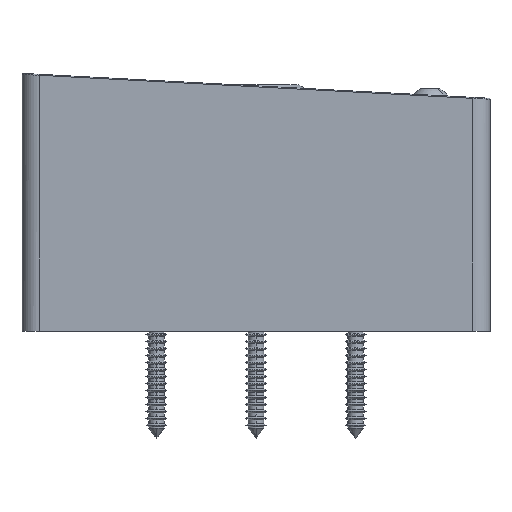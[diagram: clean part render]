
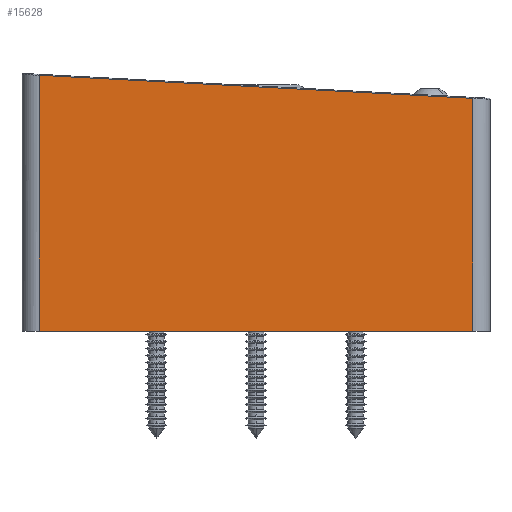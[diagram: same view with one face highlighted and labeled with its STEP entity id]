
A CAD part, left-side view. The second image highlights one B-rep face of the part: STEP entity #15628.
In plain terms, the highlighted planar face has unit normal (-1, 0, 0).
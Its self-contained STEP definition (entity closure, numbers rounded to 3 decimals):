
#643 = VERTEX_POINT ( 'NONE', #3140 ) ;
#2037 = EDGE_LOOP ( 'NONE', ( #11463, #7395, #8868, #3909 ) ) ;
#2336 = DIRECTION ( 'NONE',  ( 1., 0., 0. ) ) ;
#3140 = CARTESIAN_POINT ( 'NONE',  ( -19.15, 43.5, 0. ) ) ;
#3909 = ORIENTED_EDGE ( 'NONE', *, *, #6850, .T. ) ;
#4228 = VECTOR ( 'NONE', #12017, 1000. ) ;
#4237 = DIRECTION ( 'NONE',  ( 0., -1., 0. ) ) ;
#4837 = CARTESIAN_POINT ( 'NONE',  ( -19.15, -43.5, 53. ) ) ;
#5191 = CARTESIAN_POINT ( 'NONE',  ( -19.15, -43.5, 46.786 ) ) ;
#5607 = LINE ( 'NONE', #11654, #16893 ) ;
#5614 = DIRECTION ( 'NONE',  ( 0., 0., -1. ) ) ;
#5973 = VECTOR ( 'NONE', #5614, 1000. ) ;
#6154 = VERTEX_POINT ( 'NONE', #15792 ) ;
#6850 = EDGE_CURVE ( 'NONE', #643, #20245, #5607, .T. ) ;
#7395 = ORIENTED_EDGE ( 'NONE', *, *, #19363, .T. ) ;
#7818 = CARTESIAN_POINT ( 'NONE',  ( -19.15, 43.5, 53. ) ) ;
#8868 = ORIENTED_EDGE ( 'NONE', *, *, #9057, .T. ) ;
#9057 = EDGE_CURVE ( 'NONE', #6154, #643, #18677, .T. ) ;
#9483 = FACE_OUTER_BOUND ( 'NONE', #2037, .T. ) ;
#9555 = CARTESIAN_POINT ( 'NONE',  ( -19.15, -43.5, 0. ) ) ;
#11018 = LINE ( 'NONE', #14980, #12152 ) ;
#11218 = DIRECTION ( 'NONE',  ( 0., 1., 0. ) ) ;
#11463 = ORIENTED_EDGE ( 'NONE', *, *, #16631, .F. ) ;
#11654 = CARTESIAN_POINT ( 'NONE',  ( -19.15, 43.5, 0. ) ) ;
#12017 = DIRECTION ( 'NONE',  ( 0., 0., -1. ) ) ;
#12152 = VECTOR ( 'NONE', #15111, 1000. ) ;
#14980 = CARTESIAN_POINT ( 'NONE',  ( -19.15, 43.511, 51.414 ) ) ;
#15111 = DIRECTION ( 'NONE',  ( 0., 0.999, 0.053 ) ) ;
#15186 = CARTESIAN_POINT ( 'NONE',  ( -19.15, 43.5, 53. ) ) ;
#15628 = ADVANCED_FACE ( 'NONE', ( #9483 ), #19219, .F. ) ;
#15792 = CARTESIAN_POINT ( 'NONE',  ( -19.15, 43.5, 51.414 ) ) ;
#16631 = EDGE_CURVE ( 'NONE', #22063, #20245, #23556, .T. ) ;
#16893 = VECTOR ( 'NONE', #4237, 1000. ) ;
#18677 = LINE ( 'NONE', #7818, #5973 ) ;
#19219 = PLANE ( 'NONE',  #19509 ) ;
#19363 = EDGE_CURVE ( 'NONE', #22063, #6154, #11018, .T. ) ;
#19509 = AXIS2_PLACEMENT_3D ( 'NONE', #15186, #2336, #11218 ) ;
#20245 = VERTEX_POINT ( 'NONE', #9555 ) ;
#22063 = VERTEX_POINT ( 'NONE', #5191 ) ;
#23556 = LINE ( 'NONE', #4837, #4228 ) ;
